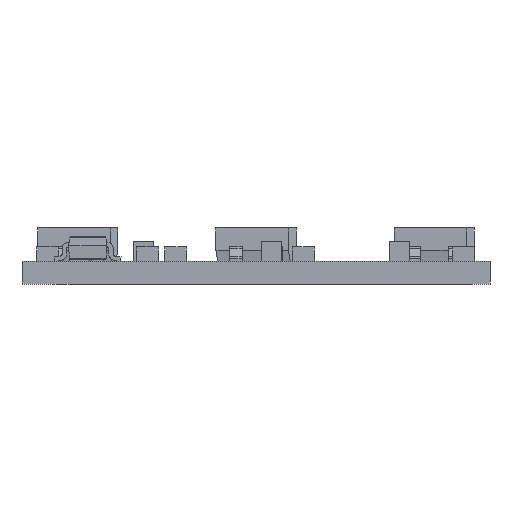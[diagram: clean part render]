
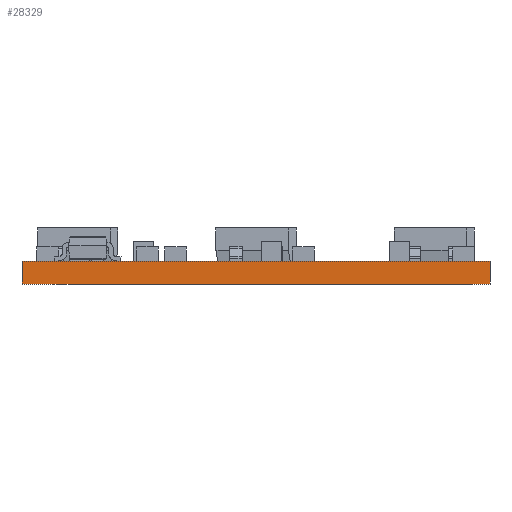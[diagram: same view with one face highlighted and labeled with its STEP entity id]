
A CAD part, front view. The second image highlights one B-rep face of the part: STEP entity #28329.
In plain terms, the highlighted planar face has unit normal (0, -1, 0).
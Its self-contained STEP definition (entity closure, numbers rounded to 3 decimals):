
#163 = EDGE_CURVE ( 'NONE', #31866, #18733, #698, .T. ) ;
#698 = LINE ( 'NONE', #35522, #31533 ) ;
#1372 = ORIENTED_EDGE ( 'NONE', *, *, #6068, .F. ) ;
#3112 = CARTESIAN_POINT ( 'NONE',  ( 0., 0., 1.016 ) ) ;
#3921 = EDGE_LOOP ( 'NONE', ( #23340, #7973, #1372, #26374 ) ) ;
#5582 = CARTESIAN_POINT ( 'NONE',  ( 0., 0., 0. ) ) ;
#5725 = DIRECTION ( 'NONE',  ( 1., 0., 0. ) ) ;
#6027 = DIRECTION ( 'NONE',  ( 0., 0., -1. ) ) ;
#6068 = EDGE_CURVE ( 'NONE', #23141, #31866, #37878, .T. ) ;
#7939 = CARTESIAN_POINT ( 'NONE',  ( 0., 0., 1.016 ) ) ;
#7973 = ORIENTED_EDGE ( 'NONE', *, *, #163, .F. ) ;
#11346 = CARTESIAN_POINT ( 'NONE',  ( 0., 0., 0. ) ) ;
#11799 = DIRECTION ( 'NONE',  ( 0., 1., 0. ) ) ;
#12155 = AXIS2_PLACEMENT_3D ( 'NONE', #3112, #11799, #33970 ) ;
#12667 = LINE ( 'NONE', #15428, #13646 ) ;
#13646 = VECTOR ( 'NONE', #6027, 1000. ) ;
#15373 = CARTESIAN_POINT ( 'NONE',  ( 21., 0., 0. ) ) ;
#15428 = CARTESIAN_POINT ( 'NONE',  ( 0., 0., 1.016 ) ) ;
#17207 = FACE_OUTER_BOUND ( 'NONE', #3921, .T. ) ;
#17342 = VECTOR ( 'NONE', #5725, 1000. ) ;
#18733 = VERTEX_POINT ( 'NONE', #15373 ) ;
#19980 = VERTEX_POINT ( 'NONE', #11346 ) ;
#22245 = LINE ( 'NONE', #5582, #17342 ) ;
#22633 = DIRECTION ( 'NONE',  ( 1., 0., 0. ) ) ;
#22878 = DIRECTION ( 'NONE',  ( 0., 0., -1. ) ) ;
#23141 = VERTEX_POINT ( 'NONE', #7939 ) ;
#23340 = ORIENTED_EDGE ( 'NONE', *, *, #33926, .T. ) ;
#24707 = EDGE_CURVE ( 'NONE', #23141, #19980, #12667, .T. ) ;
#26072 = VECTOR ( 'NONE', #22633, 1000. ) ;
#26374 = ORIENTED_EDGE ( 'NONE', *, *, #24707, .T. ) ;
#28329 = ADVANCED_FACE ( 'NONE', ( #17207 ), #34260, .F. ) ;
#31533 = VECTOR ( 'NONE', #22878, 1000. ) ;
#31866 = VERTEX_POINT ( 'NONE', #35865 ) ;
#33926 = EDGE_CURVE ( 'NONE', #19980, #18733, #22245, .T. ) ;
#33970 = DIRECTION ( 'NONE',  ( 0., 0., 1. ) ) ;
#34260 = PLANE ( 'NONE',  #12155 ) ;
#35522 = CARTESIAN_POINT ( 'NONE',  ( 21., 0., 1.016 ) ) ;
#35865 = CARTESIAN_POINT ( 'NONE',  ( 21., 0., 1.016 ) ) ;
#37878 = LINE ( 'NONE', #38154, #26072 ) ;
#38154 = CARTESIAN_POINT ( 'NONE',  ( 0., 0., 1.016 ) ) ;
